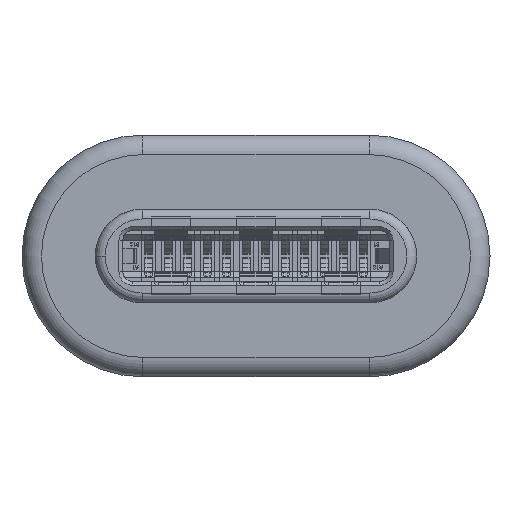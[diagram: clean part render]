
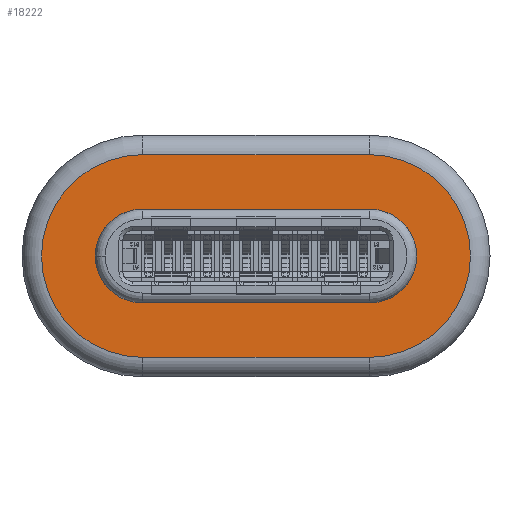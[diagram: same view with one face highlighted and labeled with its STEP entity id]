
A CAD part, front view. The second image highlights one B-rep face of the part: STEP entity #18222.
In plain terms, the highlighted planar face has unit normal (0, -1, 0).
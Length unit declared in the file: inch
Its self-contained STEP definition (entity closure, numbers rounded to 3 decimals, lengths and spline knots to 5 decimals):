
#493 = VECTOR ( 'NONE', #36166, 39.37008 ) ;
#869 = LINE ( 'NONE', #2068, #23668 ) ;
#1292 = ORIENTED_EDGE ( 'NONE', *, *, #35683, .T. ) ;
#1766 = CARTESIAN_POINT ( 'NONE',  ( -0.11417, 0., 0. ) ) ;
#2068 = CARTESIAN_POINT ( 'NONE',  ( -0.11417, 0., -0.10236 ) ) ;
#2667 = FACE_BOUND ( 'NONE', #20570, .T. ) ;
#3261 = CIRCLE ( 'NONE', #14845, 0.10236 ) ;
#3570 = DIRECTION ( 'NONE',  ( 0., -1., 0. ) ) ;
#4361 = ORIENTED_EDGE ( 'NONE', *, *, #17445, .T. ) ;
#4872 = CIRCLE ( 'NONE', #34336, 0.04724 ) ;
#5073 = VERTEX_POINT ( 'NONE', #16716 ) ;
#5108 = DIRECTION ( 'NONE',  ( 1., 0., 0. ) ) ;
#5511 = CARTESIAN_POINT ( 'NONE',  ( 0.11496, 0., -0.04724 ) ) ;
#6874 = CARTESIAN_POINT ( 'NONE',  ( 0.11417, 0., -0.10236 ) ) ;
#6904 = EDGE_CURVE ( 'NONE', #7217, #11268, #18095, .T. ) ;
#7217 = VERTEX_POINT ( 'NONE', #36850 ) ;
#7666 = ORIENTED_EDGE ( 'NONE', *, *, #18211, .F. ) ;
#7765 = DIRECTION ( 'NONE',  ( -1., 0., 0. ) ) ;
#9524 = AXIS2_PLACEMENT_3D ( 'NONE', #14449, #26530, #14576 ) ;
#9815 = ORIENTED_EDGE ( 'NONE', *, *, #24078, .F. ) ;
#10519 = CARTESIAN_POINT ( 'NONE',  ( -0.11417, 0., 0.10236 ) ) ;
#11167 = AXIS2_PLACEMENT_3D ( 'NONE', #1766, #22578, #28497 ) ;
#11268 = VERTEX_POINT ( 'NONE', #27134 ) ;
#11638 = VERTEX_POINT ( 'NONE', #20011 ) ;
#14449 = CARTESIAN_POINT ( 'NONE',  ( -0.11417, 0., 0. ) ) ;
#14576 = DIRECTION ( 'NONE',  ( 0., 0., 1. ) ) ;
#14845 = AXIS2_PLACEMENT_3D ( 'NONE', #27150, #18359, #27021 ) ;
#15122 = ORIENTED_EDGE ( 'NONE', *, *, #6904, .T. ) ;
#15239 = DIRECTION ( 'NONE',  ( 0., 0., -1. ) ) ;
#15336 = VECTOR ( 'NONE', #7765, 39.37008 ) ;
#15491 = CARTESIAN_POINT ( 'NONE',  ( -0.11496, 0., 0. ) ) ;
#15802 = CARTESIAN_POINT ( 'NONE',  ( 0.11496, 0., 0.04724 ) ) ;
#16512 = LINE ( 'NONE', #5511, #30387 ) ;
#16716 = CARTESIAN_POINT ( 'NONE',  ( 0.11496, 0., -0.04724 ) ) ;
#17127 = VERTEX_POINT ( 'NONE', #26295 ) ;
#17445 = EDGE_CURVE ( 'NONE', #11268, #23211, #869, .T. ) ;
#18095 = CIRCLE ( 'NONE', #11167, 0.10236 ) ;
#18211 = EDGE_CURVE ( 'NONE', #5073, #34350, #26358, .T. ) ;
#18222 = ADVANCED_FACE ( 'NONE', ( #2667, #19856 ), #26157, .F. ) ;
#18279 = ORIENTED_EDGE ( 'NONE', *, *, #27901, .F. ) ;
#18359 = DIRECTION ( 'NONE',  ( 0., -1., 0. ) ) ;
#19856 = FACE_OUTER_BOUND ( 'NONE', #36943, .T. ) ;
#19859 = ORIENTED_EDGE ( 'NONE', *, *, #36002, .T. ) ;
#20011 = CARTESIAN_POINT ( 'NONE',  ( -0.11496, 0., -0.04724 ) ) ;
#20570 = EDGE_LOOP ( 'NONE', ( #37213, #7666, #9815, #18279 ) ) ;
#22365 = LINE ( 'NONE', #10519, #15336 ) ;
#22565 = CARTESIAN_POINT ( 'NONE',  ( 0.11496, 0., 0. ) ) ;
#22578 = DIRECTION ( 'NONE',  ( 0., -1., 0. ) ) ;
#22738 = AXIS2_PLACEMENT_3D ( 'NONE', #22565, #37434, #23459 ) ;
#22979 = CARTESIAN_POINT ( 'NONE',  ( 0.11417, 0., 0.10236 ) ) ;
#23211 = VERTEX_POINT ( 'NONE', #6874 ) ;
#23459 = DIRECTION ( 'NONE',  ( 0., 0., -1. ) ) ;
#23668 = VECTOR ( 'NONE', #37217, 39.37008 ) ;
#24078 = EDGE_CURVE ( 'NONE', #11638, #5073, #16512, .T. ) ;
#26157 = PLANE ( 'NONE',  #9524 ) ;
#26295 = CARTESIAN_POINT ( 'NONE',  ( -0.11496, 0., 0.04724 ) ) ;
#26358 = CIRCLE ( 'NONE', #22738, 0.04724 ) ;
#26497 = LINE ( 'NONE', #15802, #493 ) ;
#26530 = DIRECTION ( 'NONE',  ( 0., 1., 0. ) ) ;
#27021 = DIRECTION ( 'NONE',  ( 0., 0., 1. ) ) ;
#27134 = CARTESIAN_POINT ( 'NONE',  ( -0.11417, 0., -0.10236 ) ) ;
#27150 = CARTESIAN_POINT ( 'NONE',  ( 0.11417, 0., 0. ) ) ;
#27901 = EDGE_CURVE ( 'NONE', #17127, #11638, #4872, .T. ) ;
#28497 = DIRECTION ( 'NONE',  ( 0., 0., 1. ) ) ;
#30253 = VERTEX_POINT ( 'NONE', #22979 ) ;
#30387 = VECTOR ( 'NONE', #5108, 39.37008 ) ;
#32806 = CARTESIAN_POINT ( 'NONE',  ( 0.11496, 0., 0.04724 ) ) ;
#34336 = AXIS2_PLACEMENT_3D ( 'NONE', #15491, #3570, #15239 ) ;
#34350 = VERTEX_POINT ( 'NONE', #32806 ) ;
#35574 = EDGE_CURVE ( 'NONE', #34350, #17127, #26497, .T. ) ;
#35683 = EDGE_CURVE ( 'NONE', #30253, #7217, #22365, .T. ) ;
#36002 = EDGE_CURVE ( 'NONE', #23211, #30253, #3261, .T. ) ;
#36166 = DIRECTION ( 'NONE',  ( -1., 0., 0. ) ) ;
#36850 = CARTESIAN_POINT ( 'NONE',  ( -0.11417, 0., 0.10236 ) ) ;
#36943 = EDGE_LOOP ( 'NONE', ( #19859, #1292, #15122, #4361 ) ) ;
#37213 = ORIENTED_EDGE ( 'NONE', *, *, #35574, .F. ) ;
#37217 = DIRECTION ( 'NONE',  ( 1., 0., 0. ) ) ;
#37434 = DIRECTION ( 'NONE',  ( 0., -1., 0. ) ) ;
